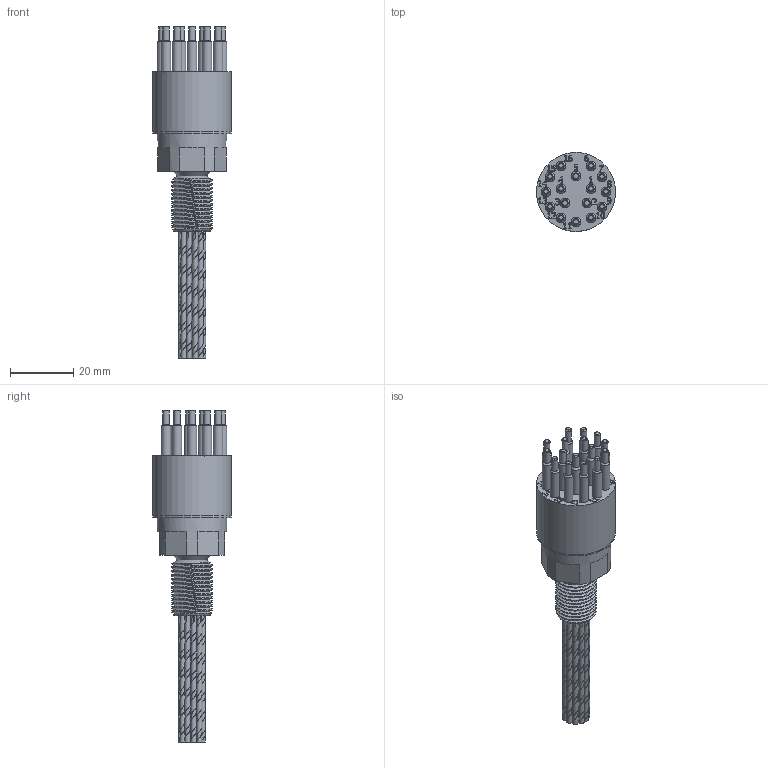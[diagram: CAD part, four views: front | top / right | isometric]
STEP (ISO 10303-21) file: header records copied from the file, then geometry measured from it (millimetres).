
FILE_DESCRIPTION(/* description */ (''),/* implementation_level */ '2;1');
FILE_NAME(/* name */ 'MCBH16M.stp',/* time_stamp */ '2014-11-25T14:44:35+01:00',/* author */ ('sh'),/* organization */ (''),/* preprocessor_version */ 'ST-DEVELOPER v15.2',/* originating_system */ 'Autodesk Inventor 2014',/* authorisation */ '');
FILE_SCHEMA (('AUTOMOTIVE_DESIGN { 1 0 10303 214 3 1 1 }'));
Length unit declared in the file: millimetre
Products named in the file (1): MCBH16M
Bounding box: 25 x 25 x 105 mm (x, y, z)
Volume: 18672.5 mm3; surface area: 10005.2 mm2
Topology: 1 solids, 1 shells, 571 faces, 1434 edges, 933 vertices
Faces by surface type: plane 267, bspline 205, cylinder 64, cone 35
Full cylindrical faces by diameter (mm): 1.7 x6, 2 x16, 3 x16, 14 x1, 18.8 x1, 22 x1, 24.98 x1, 25 x1
Entity records: 32915 total; most frequent: CARTESIAN_POINT 20326, ORIENTED_EDGE 2710, DIRECTION 1802, EDGE_CURVE 1355, VERTEX_POINT 931, LINE 772, VECTOR 772, EDGE_LOOP 716
